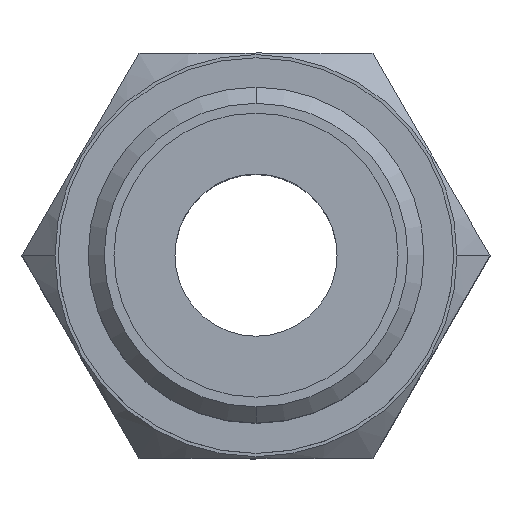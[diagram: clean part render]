
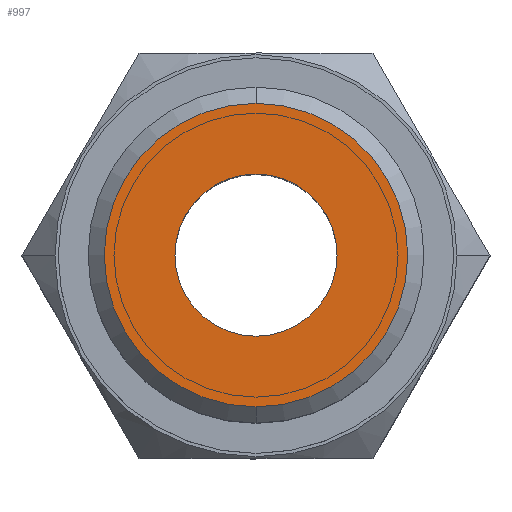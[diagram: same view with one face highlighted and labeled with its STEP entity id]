
A CAD part, top view. The second image highlights one B-rep face of the part: STEP entity #997.
In plain terms, the highlighted planar face has unit normal (0, 0, 1).
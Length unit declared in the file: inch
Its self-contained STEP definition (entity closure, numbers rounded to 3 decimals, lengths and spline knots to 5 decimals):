
#470=CARTESIAN_POINT('',(0.,0.,1.09));
#471=DIRECTION('',(0.,0.,1.));
#472=DIRECTION('',(0.,-1.,0.));
#473=AXIS2_PLACEMENT_3D('',#470,#471,#472);
#478=CARTESIAN_POINT('',(0.,0.,1.09));
#479=DIRECTION('',(0.,0.,1.));
#480=DIRECTION('',(0.,1.,0.));
#481=AXIS2_PLACEMENT_3D('',#478,#479,#480);
#486=CARTESIAN_POINT('',(0.,0.,1.09));
#487=DIRECTION('',(0.,0.,1.));
#488=DIRECTION('',(-1.,0.,0.));
#489=AXIS2_PLACEMENT_3D('',#486,#487,#488);
#494=CARTESIAN_POINT('',(0.,0.,1.09));
#495=DIRECTION('',(0.,0.,1.));
#496=DIRECTION('',(1.,0.,0.));
#497=AXIS2_PLACEMENT_3D('',#494,#495,#496);
#633=CARTESIAN_POINT('',(0.,-0.234,1.09));
#634=CARTESIAN_POINT('',(0.,0.234,1.09));
#635=VERTEX_POINT('',#633);
#636=VERTEX_POINT('',#634);
#673=CARTESIAN_POINT('',(-0.125,0.,1.09));
#674=CARTESIAN_POINT('',(0.125,0.,1.09));
#675=VERTEX_POINT('',#673);
#676=VERTEX_POINT('',#674);
#981=CARTESIAN_POINT('',(0.,0.,1.09));
#982=DIRECTION('',(0.,0.,1.));
#983=DIRECTION('',(1.,0.,0.));
#984=AXIS2_PLACEMENT_3D('',#981,#982,#983);
#985=PLANE('',#984);
#986=ORIENTED_EDGE('',*,*,#971,.F.);
#988=ORIENTED_EDGE('',*,*,#987,.F.);
#989=EDGE_LOOP('',(#986,#988));
#990=FACE_OUTER_BOUND('',#989,.F.);
#992=ORIENTED_EDGE('',*,*,#991,.T.);
#994=ORIENTED_EDGE('',*,*,#993,.T.);
#995=EDGE_LOOP('',(#992,#994));
#996=FACE_BOUND('',#995,.F.);
#474=CIRCLE('',#473,0.234);
#482=CIRCLE('',#481,0.234);
#490=CIRCLE('',#489,0.125);
#498=CIRCLE('',#497,0.125);
#971=EDGE_CURVE('',#635,#636,#474,.T.);
#987=EDGE_CURVE('',#636,#635,#482,.T.);
#991=EDGE_CURVE('',#675,#676,#490,.T.);
#993=EDGE_CURVE('',#676,#675,#498,.T.);
#997=ADVANCED_FACE('',(#990,#996),#985,.T.);
